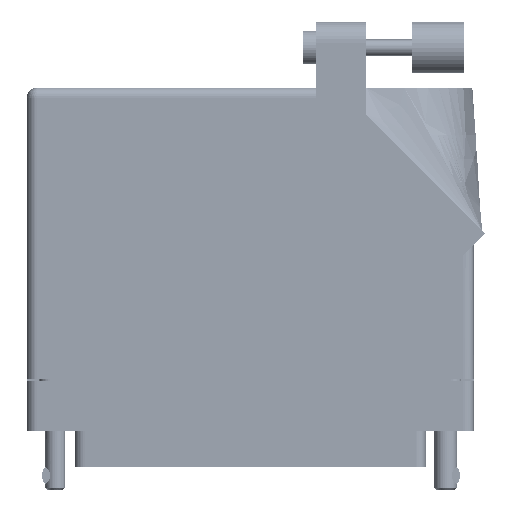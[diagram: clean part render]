
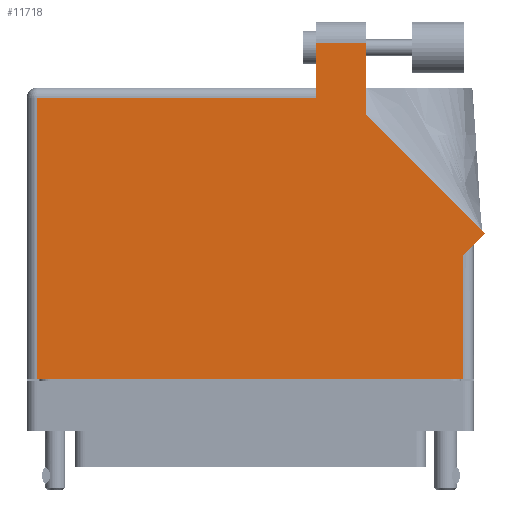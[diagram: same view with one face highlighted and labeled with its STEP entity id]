
A CAD part, front view. The second image highlights one B-rep face of the part: STEP entity #11718.
In plain terms, the highlighted face is planar.
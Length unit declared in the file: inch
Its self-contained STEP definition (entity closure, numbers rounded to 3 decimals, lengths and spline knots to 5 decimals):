
#721 = CARTESIAN_POINT ( 'NONE',  ( 1.42971, 0.78571, 0.617 ) ) ;
#829 = LINE ( 'NONE', #42619, #33260 ) ;
#1481 = CARTESIAN_POINT ( 'NONE',  ( 1.297, 0.653, 0.617 ) ) ;
#1653 = VERTEX_POINT ( 'NONE', #75690 ) ;
#1994 = DIRECTION ( 'NONE',  ( 0., 1., 0. ) ) ;
#2789 = ORIENTED_EDGE ( 'NONE', *, *, #31013, .T. ) ;
#3482 = CARTESIAN_POINT ( 'NONE',  ( 1.42971, 0.78571, 0.617 ) ) ;
#3697 = AXIS2_PLACEMENT_3D ( 'NONE', #47238, #7835, #80341 ) ;
#3941 = EDGE_LOOP ( 'NONE', ( #47025, #18064, #17308, #31399, #25903, #44037, #12876, #70634, #2789 ) ) ;
#5084 = EDGE_CURVE ( 'NONE', #51477, #47991, #27909, .T. ) ;
#5546 = CARTESIAN_POINT ( 'NONE',  ( 0.399, 1.95, 0.617 ) ) ;
#6073 = CARTESIAN_POINT ( 'NONE',  ( 0.399, 1.613, 0.617 ) ) ;
#7835 = DIRECTION ( 'NONE',  ( 0., 0., -1. ) ) ;
#8240 = LINE ( 'NONE', #65554, #57963 ) ;
#8668 = PLANE ( 'NONE',  #3697 ) ;
#9064 = CARTESIAN_POINT ( 'NONE',  ( -1.297, -0.1, 0.617 ) ) ;
#10256 = CARTESIAN_POINT ( 'NONE',  ( 1.359, 0.715, 0.617 ) ) ;
#11718 = ADVANCED_FACE ( 'NONE', ( #47832 ), #8668, .F. ) ;
#11848 = EDGE_CURVE ( 'NONE', #24568, #28888, #25873, .T. ) ;
#12605 = VECTOR ( 'NONE', #77959, 39.37008 ) ;
#12788 = EDGE_CURVE ( 'NONE', #52658, #51477, #62337, .T. ) ;
#12876 = ORIENTED_EDGE ( 'NONE', *, *, #49361, .T. ) ;
#15071 = CARTESIAN_POINT ( 'NONE',  ( 0.706, 1.95, 0.617 ) ) ;
#15440 = EDGE_CURVE ( 'NONE', #47991, #56236, #8240, .T. ) ;
#17308 = ORIENTED_EDGE ( 'NONE', *, *, #78210, .T. ) ;
#18064 = ORIENTED_EDGE ( 'NONE', *, *, #43786, .T. ) ;
#18761 = VECTOR ( 'NONE', #19382, 39.37008 ) ;
#19263 = CARTESIAN_POINT ( 'NONE',  ( -1.297, 1.613, 0.617 ) ) ;
#19382 = DIRECTION ( 'NONE',  ( -1., 0., 0. ) ) ;
#24568 = VERTEX_POINT ( 'NONE', #79978 ) ;
#25873 = LINE ( 'NONE', #65780, #12605 ) ;
#25903 = ORIENTED_EDGE ( 'NONE', *, *, #5084, .T. ) ;
#26386 = EDGE_CURVE ( 'NONE', #43109, #32892, #66879, .T. ) ;
#27909 = LINE ( 'NONE', #41669, #78574 ) ;
#28888 = VERTEX_POINT ( 'NONE', #15071 ) ;
#31013 = EDGE_CURVE ( 'NONE', #32892, #24568, #67698, .T. ) ;
#31399 = ORIENTED_EDGE ( 'NONE', *, *, #12788, .T. ) ;
#32892 = VERTEX_POINT ( 'NONE', #3482 ) ;
#33260 = VECTOR ( 'NONE', #1994, 39.37008 ) ;
#33267 = DIRECTION ( 'NONE',  ( 1., 0., 0. ) ) ;
#34869 = CARTESIAN_POINT ( 'NONE',  ( 0.399, 1.675, 0.617 ) ) ;
#39308 = VECTOR ( 'NONE', #40934, 39.37008 ) ;
#39933 = LINE ( 'NONE', #5546, #74360 ) ;
#40050 = CARTESIAN_POINT ( 'NONE',  ( -1.359, 1.613, 0.617 ) ) ;
#40934 = DIRECTION ( 'NONE',  ( -0.707, 0.707, 0. ) ) ;
#41669 = CARTESIAN_POINT ( 'NONE',  ( -1.297, -0.1, 0.617 ) ) ;
#42619 = CARTESIAN_POINT ( 'NONE',  ( 1.297, 0.715, 0.617 ) ) ;
#43094 = LINE ( 'NONE', #34869, #57381 ) ;
#43109 = VERTEX_POINT ( 'NONE', #1481 ) ;
#43786 = EDGE_CURVE ( 'NONE', #28888, #1653, #39933, .T. ) ;
#44037 = ORIENTED_EDGE ( 'NONE', *, *, #15440, .T. ) ;
#47025 = ORIENTED_EDGE ( 'NONE', *, *, #11848, .T. ) ;
#47238 = CARTESIAN_POINT ( 'NONE',  ( -1.359, 1.675, 0.617 ) ) ;
#47637 = DIRECTION ( 'NONE',  ( 0., -1., 0. ) ) ;
#47832 = FACE_OUTER_BOUND ( 'NONE', #3941, .T. ) ;
#47991 = VERTEX_POINT ( 'NONE', #9064 ) ;
#49361 = EDGE_CURVE ( 'NONE', #56236, #43109, #829, .T. ) ;
#51477 = VERTEX_POINT ( 'NONE', #19263 ) ;
#52658 = VERTEX_POINT ( 'NONE', #6073 ) ;
#56236 = VERTEX_POINT ( 'NONE', #60852 ) ;
#57381 = VECTOR ( 'NONE', #73383, 39.37008 ) ;
#57963 = VECTOR ( 'NONE', #33267, 39.37008 ) ;
#60852 = CARTESIAN_POINT ( 'NONE',  ( 1.297, -0.1, 0.617 ) ) ;
#61829 = DIRECTION ( 'NONE',  ( 0.707, 0.707, 0. ) ) ;
#61861 = VECTOR ( 'NONE', #61829, 39.37008 ) ;
#62337 = LINE ( 'NONE', #40050, #18761 ) ;
#65554 = CARTESIAN_POINT ( 'NONE',  ( -1.359, -0.1, 0.617 ) ) ;
#65780 = CARTESIAN_POINT ( 'NONE',  ( 0.706, 1.50942, 0.617 ) ) ;
#66879 = LINE ( 'NONE', #10256, #61861 ) ;
#67698 = LINE ( 'NONE', #721, #39308 ) ;
#70634 = ORIENTED_EDGE ( 'NONE', *, *, #26386, .T. ) ;
#73383 = DIRECTION ( 'NONE',  ( 0., -1., 0. ) ) ;
#74360 = VECTOR ( 'NONE', #82935, 39.37008 ) ;
#75690 = CARTESIAN_POINT ( 'NONE',  ( 0.399, 1.95, 0.617 ) ) ;
#77959 = DIRECTION ( 'NONE',  ( 0., 1., 0. ) ) ;
#78210 = EDGE_CURVE ( 'NONE', #1653, #52658, #43094, .T. ) ;
#78574 = VECTOR ( 'NONE', #47637, 39.37008 ) ;
#79978 = CARTESIAN_POINT ( 'NONE',  ( 0.706, 1.50942, 0.617 ) ) ;
#80341 = DIRECTION ( 'NONE',  ( -1., 0., 0. ) ) ;
#82935 = DIRECTION ( 'NONE',  ( -1., 0., 0. ) ) ;
